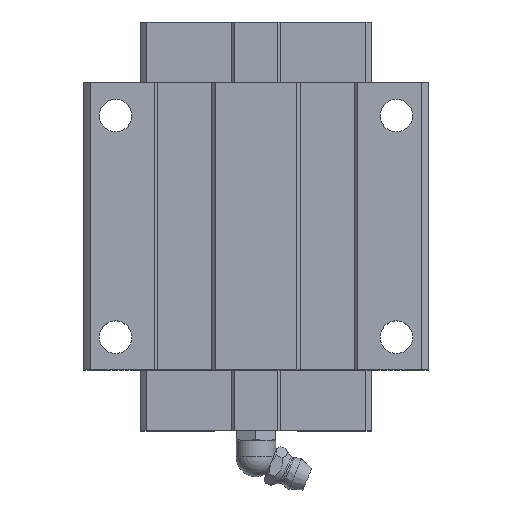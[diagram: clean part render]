
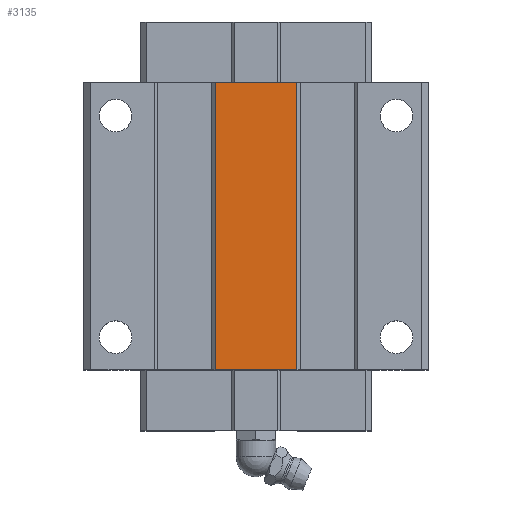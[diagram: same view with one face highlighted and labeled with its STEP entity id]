
A CAD part, top view. The second image highlights one B-rep face of the part: STEP entity #3135.
In plain terms, the highlighted planar face has unit normal (0, 0, 1).
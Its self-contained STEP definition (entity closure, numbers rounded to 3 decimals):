
#211 = ORIENTED_EDGE ( 'NONE', *, *, #3069, .F. ) ;
#215 = ORIENTED_EDGE ( 'NONE', *, *, #4576, .T. ) ;
#247 = CARTESIAN_POINT ( 'NONE',  ( -8.3, 29.15, 36. ) ) ;
#455 = DIRECTION ( 'NONE',  ( 0., 0., 1. ) ) ;
#792 = CARTESIAN_POINT ( 'NONE',  ( 8.3, -29.15, 36. ) ) ;
#926 = VECTOR ( 'NONE', #5519, 1000. ) ;
#1047 = ORIENTED_EDGE ( 'NONE', *, *, #5890, .T. ) ;
#1093 = LINE ( 'NONE', #2602, #3495 ) ;
#1100 = ORIENTED_EDGE ( 'NONE', *, *, #1283, .F. ) ;
#1283 = EDGE_CURVE ( 'NONE', #3259, #3040, #1536, .T. ) ;
#1536 = LINE ( 'NONE', #1950, #926 ) ;
#1551 = DIRECTION ( 'NONE',  ( 1., 0., 0. ) ) ;
#1759 = CARTESIAN_POINT ( 'NONE',  ( -8.3, -29.15, 36. ) ) ;
#1950 = CARTESIAN_POINT ( 'NONE',  ( -8.3, 29.15, 36. ) ) ;
#2031 = PLANE ( 'NONE',  #2242 ) ;
#2236 = LINE ( 'NONE', #1759, #4908 ) ;
#2242 = AXIS2_PLACEMENT_3D ( 'NONE', #5569, #455, #1551 ) ;
#2602 = CARTESIAN_POINT ( 'NONE',  ( -8.3, -29.15, 36. ) ) ;
#2834 = VERTEX_POINT ( 'NONE', #792 ) ;
#3040 = VERTEX_POINT ( 'NONE', #6030 ) ;
#3069 = EDGE_CURVE ( 'NONE', #6345, #3259, #1093, .T. ) ;
#3110 = VECTOR ( 'NONE', #5685, 1000. ) ;
#3135 = ADVANCED_FACE ( 'NONE', ( #4163 ), #2031, .T. ) ;
#3169 = DIRECTION ( 'NONE',  ( 1., 0., 0. ) ) ;
#3259 = VERTEX_POINT ( 'NONE', #247 ) ;
#3495 = VECTOR ( 'NONE', #5603, 1000. ) ;
#4042 = CARTESIAN_POINT ( 'NONE',  ( -8.3, -29.15, 36. ) ) ;
#4115 = EDGE_LOOP ( 'NONE', ( #1100, #211, #1047, #215 ) ) ;
#4163 = FACE_OUTER_BOUND ( 'NONE', #4115, .T. ) ;
#4267 = LINE ( 'NONE', #5252, #3110 ) ;
#4576 = EDGE_CURVE ( 'NONE', #2834, #3040, #4267, .T. ) ;
#4908 = VECTOR ( 'NONE', #3169, 1000. ) ;
#5252 = CARTESIAN_POINT ( 'NONE',  ( 8.3, -29.15, 36. ) ) ;
#5519 = DIRECTION ( 'NONE',  ( 1., 0., 0. ) ) ;
#5569 = CARTESIAN_POINT ( 'NONE',  ( -8.3, -29.15, 36. ) ) ;
#5603 = DIRECTION ( 'NONE',  ( 0., 1., 0. ) ) ;
#5685 = DIRECTION ( 'NONE',  ( 0., 1., 0. ) ) ;
#5890 = EDGE_CURVE ( 'NONE', #6345, #2834, #2236, .T. ) ;
#6030 = CARTESIAN_POINT ( 'NONE',  ( 8.3, 29.15, 36. ) ) ;
#6345 = VERTEX_POINT ( 'NONE', #4042 ) ;
